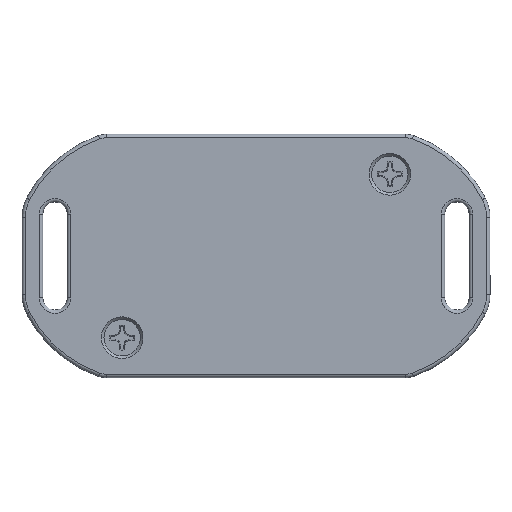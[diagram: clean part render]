
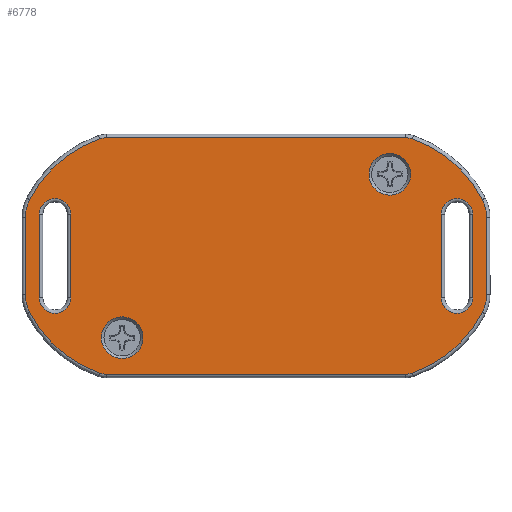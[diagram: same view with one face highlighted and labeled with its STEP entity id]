
A CAD part, top view. The second image highlights one B-rep face of the part: STEP entity #6778.
In plain terms, the highlighted face is planar.
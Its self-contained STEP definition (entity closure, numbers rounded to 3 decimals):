
#275=CIRCLE('',#7168,3.);
#277=CIRCLE('',#7171,3.);
#281=CIRCLE('',#7176,17.8);
#283=CIRCLE('',#7179,17.8);
#287=CIRCLE('',#7184,5.5);
#289=CIRCLE('',#7187,5.5);
#295=CIRCLE('',#7196,5.5);
#297=CIRCLE('',#7199,5.5);
#301=CIRCLE('',#7204,17.8);
#303=CIRCLE('',#7207,17.8);
#307=CIRCLE('',#7212,3.);
#309=CIRCLE('',#7215,3.);
#315=CIRCLE('',#7231,2.25);
#316=CIRCLE('',#7232,2.25);
#317=CIRCLE('',#7233,3.);
#318=CIRCLE('',#7234,3.);
#319=CIRCLE('',#7235,2.25);
#320=CIRCLE('',#7236,2.25);
#474=FACE_BOUND('',#1268,.T.);
#475=FACE_BOUND('',#1269,.T.);
#476=FACE_BOUND('',#1270,.T.);
#477=FACE_BOUND('',#1271,.T.);
#838=FACE_OUTER_BOUND('',#1267,.T.);
#1267=EDGE_LOOP('',(#5700,#5701,#5702,#5703,#5704,#5705,#5706,#5707,#5708,
#5709,#5710,#5711,#5712,#5713,#5714,#5715));
#1268=EDGE_LOOP('',(#5716,#5717,#5718,#5719));
#1269=EDGE_LOOP('',(#5720));
#1270=EDGE_LOOP('',(#5721));
#1271=EDGE_LOOP('',(#5722,#5723,#5724,#5725));
#1978=LINE('',#12391,#2551);
#1980=LINE('',#12433,#2553);
#1981=LINE('',#12438,#2554);
#1983=LINE('',#12477,#2556);
#1996=LINE('',#12546,#2569);
#1997=LINE('',#12549,#2570);
#1998=LINE('',#12558,#2571);
#1999=LINE('',#12561,#2572);
#2551=VECTOR('',#8410,43.);
#2553=VECTOR('',#8464,11.205);
#2554=VECTOR('',#8469,11.205);
#2556=VECTOR('',#8521,43.);
#2569=VECTOR('',#8562,12.);
#2570=VECTOR('',#8565,12.);
#2571=VECTOR('',#8572,12.);
#2572=VECTOR('',#8575,12.);
#3136=VERTEX_POINT('',#12384);
#3139=VERTEX_POINT('',#12389);
#3140=VERTEX_POINT('',#12393);
#3143=VERTEX_POINT('',#12400);
#3144=VERTEX_POINT('',#12405);
#3147=VERTEX_POINT('',#12412);
#3148=VERTEX_POINT('',#12417);
#3151=VERTEX_POINT('',#12424);
#3152=VERTEX_POINT('',#12429);
#3155=VERTEX_POINT('',#12436);
#3156=VERTEX_POINT('',#12441);
#3159=VERTEX_POINT('',#12448);
#3160=VERTEX_POINT('',#12453);
#3163=VERTEX_POINT('',#12460);
#3164=VERTEX_POINT('',#12465);
#3167=VERTEX_POINT('',#12472);
#3179=VERTEX_POINT('',#12542);
#3180=VERTEX_POINT('',#12543);
#3181=VERTEX_POINT('',#12545);
#3182=VERTEX_POINT('',#12547);
#3183=VERTEX_POINT('',#12550);
#3184=VERTEX_POINT('',#12552);
#3185=VERTEX_POINT('',#12554);
#3186=VERTEX_POINT('',#12555);
#3187=VERTEX_POINT('',#12557);
#3188=VERTEX_POINT('',#12559);
#3992=EDGE_CURVE('',#3139,#3136,#1978,.T.);
#3995=EDGE_CURVE('',#3136,#3140,#275,.T.);
#3997=EDGE_CURVE('',#3143,#3139,#277,.T.);
#4001=EDGE_CURVE('',#3140,#3144,#281,.T.);
#4003=EDGE_CURVE('',#3147,#3143,#283,.T.);
#4007=EDGE_CURVE('',#3144,#3148,#287,.T.);
#4009=EDGE_CURVE('',#3151,#3147,#289,.T.);
#4013=EDGE_CURVE('',#3148,#3152,#1980,.T.);
#4015=EDGE_CURVE('',#3155,#3151,#1981,.T.);
#4019=EDGE_CURVE('',#3152,#3156,#295,.T.);
#4021=EDGE_CURVE('',#3159,#3155,#297,.T.);
#4025=EDGE_CURVE('',#3156,#3160,#301,.T.);
#4027=EDGE_CURVE('',#3163,#3159,#303,.T.);
#4031=EDGE_CURVE('',#3160,#3164,#307,.T.);
#4033=EDGE_CURVE('',#3167,#3163,#309,.T.);
#4035=EDGE_CURVE('',#3164,#3167,#1983,.T.);
#4056=EDGE_CURVE('',#3179,#3180,#315,.T.);
#4057=EDGE_CURVE('',#3181,#3179,#1996,.T.);
#4058=EDGE_CURVE('',#3182,#3181,#316,.T.);
#4059=EDGE_CURVE('',#3180,#3182,#1997,.T.);
#4060=EDGE_CURVE('',#3183,#3183,#317,.T.);
#4061=EDGE_CURVE('',#3184,#3184,#318,.T.);
#4062=EDGE_CURVE('',#3185,#3186,#319,.T.);
#4063=EDGE_CURVE('',#3187,#3185,#1998,.T.);
#4064=EDGE_CURVE('',#3188,#3187,#320,.T.);
#4065=EDGE_CURVE('',#3186,#3188,#1999,.T.);
#5700=ORIENTED_EDGE('',*,*,#3992,.F.);
#5701=ORIENTED_EDGE('',*,*,#3997,.F.);
#5702=ORIENTED_EDGE('',*,*,#4003,.F.);
#5703=ORIENTED_EDGE('',*,*,#4009,.F.);
#5704=ORIENTED_EDGE('',*,*,#4015,.F.);
#5705=ORIENTED_EDGE('',*,*,#4021,.F.);
#5706=ORIENTED_EDGE('',*,*,#4027,.F.);
#5707=ORIENTED_EDGE('',*,*,#4033,.F.);
#5708=ORIENTED_EDGE('',*,*,#4035,.F.);
#5709=ORIENTED_EDGE('',*,*,#4031,.F.);
#5710=ORIENTED_EDGE('',*,*,#4025,.F.);
#5711=ORIENTED_EDGE('',*,*,#4019,.F.);
#5712=ORIENTED_EDGE('',*,*,#4013,.F.);
#5713=ORIENTED_EDGE('',*,*,#4007,.F.);
#5714=ORIENTED_EDGE('',*,*,#4001,.F.);
#5715=ORIENTED_EDGE('',*,*,#3995,.F.);
#5716=ORIENTED_EDGE('',*,*,#4056,.F.);
#5717=ORIENTED_EDGE('',*,*,#4057,.F.);
#5718=ORIENTED_EDGE('',*,*,#4058,.F.);
#5719=ORIENTED_EDGE('',*,*,#4059,.F.);
#5720=ORIENTED_EDGE('',*,*,#4060,.T.);
#5721=ORIENTED_EDGE('',*,*,#4061,.T.);
#5722=ORIENTED_EDGE('',*,*,#4062,.F.);
#5723=ORIENTED_EDGE('',*,*,#4063,.F.);
#5724=ORIENTED_EDGE('',*,*,#4064,.F.);
#5725=ORIENTED_EDGE('',*,*,#4065,.F.);
#6461=PLANE('',#7230);
#6778=ADVANCED_FACE('',(#838,#474,#475,#476,#477),#6461,.F.);
#7168=AXIS2_PLACEMENT_3D('',#12397,#8417,#8418);
#7171=AXIS2_PLACEMENT_3D('',#12402,#8423,#8424);
#7176=AXIS2_PLACEMENT_3D('',#12409,#8433,#8434);
#7179=AXIS2_PLACEMENT_3D('',#12414,#8439,#8440);
#7184=AXIS2_PLACEMENT_3D('',#12421,#8449,#8450);
#7187=AXIS2_PLACEMENT_3D('',#12426,#8455,#8456);
#7196=AXIS2_PLACEMENT_3D('',#12445,#8477,#8478);
#7199=AXIS2_PLACEMENT_3D('',#12450,#8483,#8484);
#7204=AXIS2_PLACEMENT_3D('',#12457,#8493,#8494);
#7207=AXIS2_PLACEMENT_3D('',#12462,#8499,#8500);
#7212=AXIS2_PLACEMENT_3D('',#12469,#8509,#8510);
#7215=AXIS2_PLACEMENT_3D('',#12474,#8515,#8516);
#7230=AXIS2_PLACEMENT_3D('',#12541,#8558,#8559);
#7231=AXIS2_PLACEMENT_3D('',#12544,#8560,#8561);
#7232=AXIS2_PLACEMENT_3D('',#12548,#8563,#8564);
#7233=AXIS2_PLACEMENT_3D('',#12551,#8566,#8567);
#7234=AXIS2_PLACEMENT_3D('',#12553,#8568,#8569);
#7235=AXIS2_PLACEMENT_3D('',#12556,#8570,#8571);
#7236=AXIS2_PLACEMENT_3D('',#12560,#8573,#8574);
#8410=DIRECTION('',(1.,0.,0.));
#8417=DIRECTION('center_axis',(0.,0.,1.));
#8418=DIRECTION('ref_axis',(0.164,-0.986,0.));
#8423=DIRECTION('center_axis',(0.,0.,1.));
#8424=DIRECTION('ref_axis',(-0.164,-0.986,0.));
#8433=DIRECTION('center_axis',(0.,0.,1.));
#8434=DIRECTION('ref_axis',(0.655,-0.756,0.));
#8439=DIRECTION('center_axis',(0.,0.,1.));
#8440=DIRECTION('ref_axis',(-0.655,-0.756,0.));
#8449=DIRECTION('center_axis',(0.,0.,1.));
#8450=DIRECTION('ref_axis',(0.972,-0.234,0.));
#8455=DIRECTION('center_axis',(0.,0.,1.));
#8456=DIRECTION('ref_axis',(-0.972,-0.234,0.));
#8464=DIRECTION('',(0.,1.,0.));
#8469=DIRECTION('',(0.,-1.,0.));
#8477=DIRECTION('center_axis',(0.,0.,1.));
#8478=DIRECTION('ref_axis',(0.972,0.234,0.));
#8483=DIRECTION('center_axis',(0.,0.,1.));
#8484=DIRECTION('ref_axis',(-0.972,0.234,0.));
#8493=DIRECTION('center_axis',(0.,0.,1.));
#8494=DIRECTION('ref_axis',(0.655,0.756,0.));
#8499=DIRECTION('center_axis',(0.,0.,1.));
#8500=DIRECTION('ref_axis',(-0.655,0.756,0.));
#8509=DIRECTION('center_axis',(0.,0.,1.));
#8510=DIRECTION('ref_axis',(0.164,0.986,0.));
#8515=DIRECTION('center_axis',(0.,0.,1.));
#8516=DIRECTION('ref_axis',(-0.164,0.986,0.));
#8521=DIRECTION('',(-1.,0.,0.));
#8558=DIRECTION('center_axis',(0.,0.,1.));
#8559=DIRECTION('ref_axis',(1.,0.,0.));
#8560=DIRECTION('center_axis',(0.,0.,-1.));
#8561=DIRECTION('ref_axis',(0.,-1.,0.));
#8562=DIRECTION('',(0.,-1.,0.));
#8563=DIRECTION('center_axis',(0.,0.,-1.));
#8564=DIRECTION('ref_axis',(0.,1.,0.));
#8565=DIRECTION('',(0.,1.,0.));
#8566=DIRECTION('center_axis',(0.,0.,1.));
#8567=DIRECTION('ref_axis',(-1.,0.,0.));
#8568=DIRECTION('center_axis',(0.,0.,1.));
#8569=DIRECTION('ref_axis',(-1.,0.,0.));
#8570=DIRECTION('center_axis',(0.,0.,-1.));
#8571=DIRECTION('ref_axis',(0.,-1.,0.));
#8572=DIRECTION('',(0.,-1.,0.));
#8573=DIRECTION('center_axis',(0.,0.,-1.));
#8574=DIRECTION('ref_axis',(0.,1.,0.));
#8575=DIRECTION('',(0.,1.,0.));
#12384=CARTESIAN_POINT('',(21.5,-17.,0.));
#12389=CARTESIAN_POINT('',(-21.5,-17.,0.));
#12391=CARTESIAN_POINT('',(12.5,-17.,0.));
#12393=CARTESIAN_POINT('',(22.473,-16.838,0.));
#12397=CARTESIAN_POINT('Origin',(21.5,-14.,0.));
#12400=CARTESIAN_POINT('',(-22.473,-16.838,0.));
#12402=CARTESIAN_POINT('Origin',(-21.5,-14.,0.));
#12405=CARTESIAN_POINT('',(32.546,-8.108,0.));
#12409=CARTESIAN_POINT('Origin',(16.7,0.,0.));
#12412=CARTESIAN_POINT('',(-32.546,-8.108,0.));
#12414=CARTESIAN_POINT('Origin',(-16.7,0.,0.));
#12417=CARTESIAN_POINT('',(33.15,-5.602,0.));
#12421=CARTESIAN_POINT('Origin',(27.65,-5.602,0.));
#12424=CARTESIAN_POINT('',(-33.15,-5.602,0.));
#12426=CARTESIAN_POINT('Origin',(-27.65,-5.602,0.));
#12429=CARTESIAN_POINT('',(33.15,5.602,0.));
#12433=CARTESIAN_POINT('',(33.15,3.449,0.));
#12436=CARTESIAN_POINT('',(-33.15,5.602,0.));
#12438=CARTESIAN_POINT('',(-33.15,-3.449,0.));
#12441=CARTESIAN_POINT('',(32.546,8.108,0.));
#12445=CARTESIAN_POINT('Origin',(27.65,5.602,0.));
#12448=CARTESIAN_POINT('',(-32.546,8.108,0.));
#12450=CARTESIAN_POINT('Origin',(-27.65,5.602,0.));
#12453=CARTESIAN_POINT('',(22.473,16.838,0.));
#12457=CARTESIAN_POINT('Origin',(16.7,0.,0.));
#12460=CARTESIAN_POINT('',(-22.473,16.838,0.));
#12462=CARTESIAN_POINT('Origin',(-16.7,0.,0.));
#12465=CARTESIAN_POINT('',(21.5,17.,0.));
#12469=CARTESIAN_POINT('Origin',(21.5,14.,0.));
#12472=CARTESIAN_POINT('',(-21.5,17.,0.));
#12474=CARTESIAN_POINT('Origin',(-21.5,14.,0.));
#12477=CARTESIAN_POINT('',(-12.5,17.,0.));
#12541=CARTESIAN_POINT('Origin',(0.,0.,0.));
#12542=CARTESIAN_POINT('',(-26.65,-6.,0.));
#12543=CARTESIAN_POINT('',(-31.15,-6.,0.));
#12544=CARTESIAN_POINT('Origin',(-28.9,-6.,0.));
#12545=CARTESIAN_POINT('',(-26.65,6.,0.));
#12546=CARTESIAN_POINT('',(-26.65,-3.,0.));
#12547=CARTESIAN_POINT('',(-31.15,6.,0.));
#12548=CARTESIAN_POINT('Origin',(-28.9,6.,0.));
#12549=CARTESIAN_POINT('',(-31.15,3.,0.));
#12550=CARTESIAN_POINT('',(16.25,-11.75,0.));
#12551=CARTESIAN_POINT('Origin',(19.25,-11.75,0.));
#12552=CARTESIAN_POINT('',(-22.25,11.75,0.));
#12553=CARTESIAN_POINT('Origin',(-19.25,11.75,0.));
#12554=CARTESIAN_POINT('',(31.15,-6.,0.));
#12555=CARTESIAN_POINT('',(26.65,-6.,0.));
#12556=CARTESIAN_POINT('Origin',(28.9,-6.,0.));
#12557=CARTESIAN_POINT('',(31.15,6.,0.));
#12558=CARTESIAN_POINT('',(31.15,-3.,0.));
#12559=CARTESIAN_POINT('',(26.65,6.,0.));
#12560=CARTESIAN_POINT('Origin',(28.9,6.,0.));
#12561=CARTESIAN_POINT('',(26.65,3.,0.));
